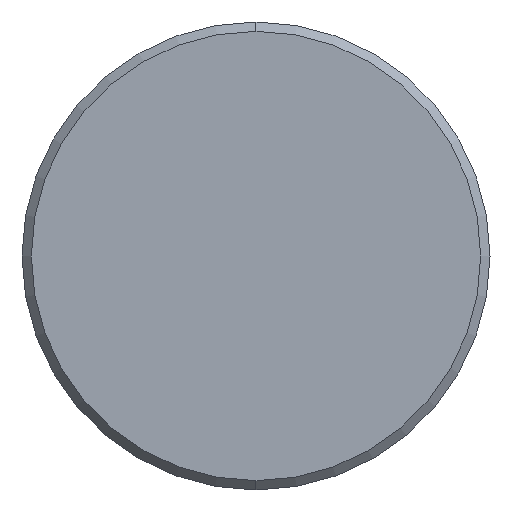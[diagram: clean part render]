
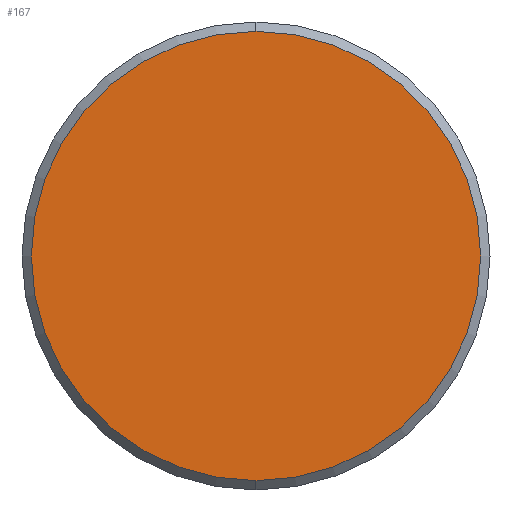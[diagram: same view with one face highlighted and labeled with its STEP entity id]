
A CAD part, left-side view. The second image highlights one B-rep face of the part: STEP entity #167.
In plain terms, the highlighted planar face has unit normal (-1, 0, 0).
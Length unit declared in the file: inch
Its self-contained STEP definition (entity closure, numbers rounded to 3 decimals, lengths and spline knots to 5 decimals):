
#3 = AXIS2_PLACEMENT_3D ( 'NONE', #78, #141, #101 ) ;
#6 = VERTEX_POINT ( 'NONE', #201 ) ;
#8 = EDGE_LOOP ( 'NONE', ( #175, #118 ) ) ;
#40 = DIRECTION ( 'NONE',  ( -1., 0., 0. ) ) ;
#43 = DIRECTION ( 'NONE',  ( 0., 0., -1. ) ) ;
#49 = DIRECTION ( 'NONE',  ( -1., 0., 0. ) ) ;
#52 = CIRCLE ( 'NONE', #53, 0.24 ) ;
#53 = AXIS2_PLACEMENT_3D ( 'NONE', #57, #40, #102 ) ;
#57 = CARTESIAN_POINT ( 'NONE',  ( -12., 0., 0. ) ) ;
#60 = AXIS2_PLACEMENT_3D ( 'NONE', #173, #49, #43 ) ;
#78 = CARTESIAN_POINT ( 'NONE',  ( -12., 0., 0. ) ) ;
#101 = DIRECTION ( 'NONE',  ( 0., 0., -1. ) ) ;
#102 = DIRECTION ( 'NONE',  ( 0., 0., -1. ) ) ;
#118 = ORIENTED_EDGE ( 'NONE', *, *, #174, .T. ) ;
#141 = DIRECTION ( 'NONE',  ( 1., 0., 0. ) ) ;
#143 = CIRCLE ( 'NONE', #60, 0.24 ) ;
#150 = PLANE ( 'NONE',  #3 ) ;
#166 = FACE_OUTER_BOUND ( 'NONE', #8, .T. ) ;
#167 = ADVANCED_FACE ( 'NONE', ( #166 ), #150, .F. ) ;
#173 = CARTESIAN_POINT ( 'NONE',  ( -12., 0., 0. ) ) ;
#174 = EDGE_CURVE ( 'NONE', #180, #6, #52, .T. ) ;
#175 = ORIENTED_EDGE ( 'NONE', *, *, #275, .T. ) ;
#180 = VERTEX_POINT ( 'NONE', #185 ) ;
#185 = CARTESIAN_POINT ( 'NONE',  ( -12., 0., 0.24 ) ) ;
#201 = CARTESIAN_POINT ( 'NONE',  ( -12., 0., -0.24 ) ) ;
#275 = EDGE_CURVE ( 'NONE', #6, #180, #143, .T. ) ;
